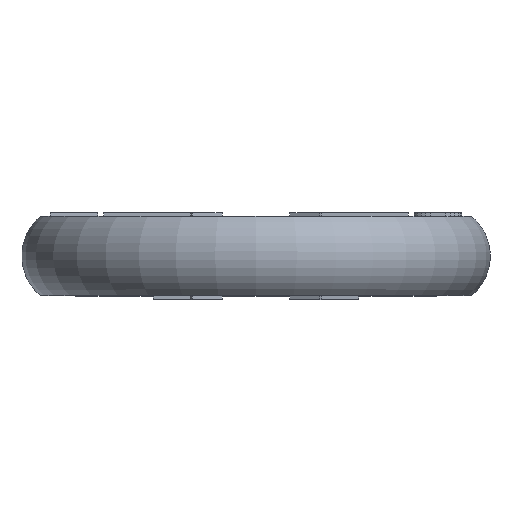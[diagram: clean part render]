
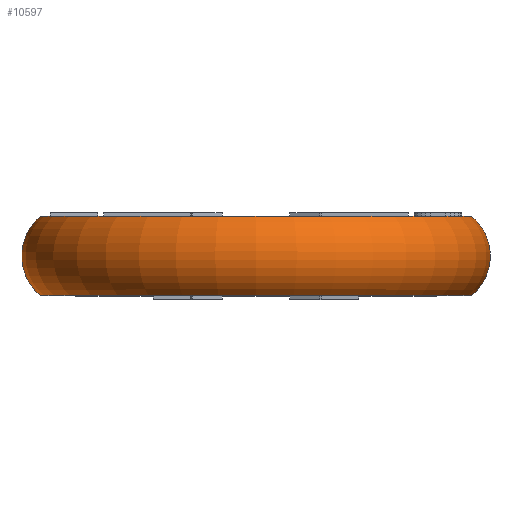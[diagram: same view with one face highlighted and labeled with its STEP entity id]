
A CAD part, top view. The second image highlights one B-rep face of the part: STEP entity #10597.
In plain terms, the highlighted toroidal (fillet/blend) face has major radius 30.05 mm and minor radius 8.45 mm.
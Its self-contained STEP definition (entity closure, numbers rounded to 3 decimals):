
#5=CARTESIAN_POINT('',(0.,6.5,47.5));
#6=DIRECTION('',(0.,1.,0.));
#7=DIRECTION('',(-1.,0.,0.));
#8=AXIS2_PLACEMENT_3D('',#5,#6,#7);
#1894=CARTESIAN_POINT('',(30.05,0.,47.5));
#1895=DIRECTION('',(0.,0.,1.));
#1896=DIRECTION('',(0.639,-0.769,0.));
#1897=AXIS2_PLACEMENT_3D('',#1894,#1895,#1896);
#1909=CARTESIAN_POINT('',(-30.05,0.,47.5));
#1910=DIRECTION('',(0.,0.,1.));
#1911=DIRECTION('',(-0.639,0.769,0.));
#1912=AXIS2_PLACEMENT_3D('',#1909,#1910,#1911);
#1918=CARTESIAN_POINT('',(0.,-6.5,47.5));
#1919=DIRECTION('',(0.,-1.,0.));
#1920=DIRECTION('',(1.,0.,0.));
#1921=AXIS2_PLACEMENT_3D('',#1918,#1919,#1920);
#8291=CARTESIAN_POINT('',(35.449,-6.5,47.5));
#8292=VERTEX_POINT('',#8291);
#8293=CARTESIAN_POINT('',(35.449,6.5,47.5));
#8294=VERTEX_POINT('',#8293);
#8299=CARTESIAN_POINT('',(-35.449,6.5,47.5));
#8300=CARTESIAN_POINT('',(-35.449,-6.5,47.5));
#8301=VERTEX_POINT('',#8299);
#8302=VERTEX_POINT('',#8300);
#10585=CARTESIAN_POINT('',(0.,0.,47.5));
#10586=DIRECTION('',(0.,1.,0.));
#10587=DIRECTION('',(1.,0.,0.));
#10588=AXIS2_PLACEMENT_3D('',#10585,#10586,#10587);
#10589=TOROIDAL_SURFACE('',#10588,30.05,8.45);
#10590=ORIENTED_EDGE('',*,*,#10551,.F.);
#10592=ORIENTED_EDGE('',*,*,#10591,.T.);
#10593=ORIENTED_EDGE('',*,*,#10576,.F.);
#10594=ORIENTED_EDGE('',*,*,#9561,.T.);
#10595=EDGE_LOOP('',(#10590,#10592,#10593,#10594));
#10596=FACE_OUTER_BOUND('',#10595,.F.);
#10597=ADVANCED_FACE('',(#10596),#10589,.T.);
#9=CIRCLE('',#8,35.449);
#1898=CIRCLE('',#1897,8.45);
#1913=CIRCLE('',#1912,8.45);
#1922=CIRCLE('',#1921,35.449);
#9561=EDGE_CURVE('',#8301,#8294,#9,.T.);
#10551=EDGE_CURVE('',#8292,#8294,#1898,.T.);
#10576=EDGE_CURVE('',#8301,#8302,#1913,.T.);
#10591=EDGE_CURVE('',#8292,#8302,#1922,.T.);
